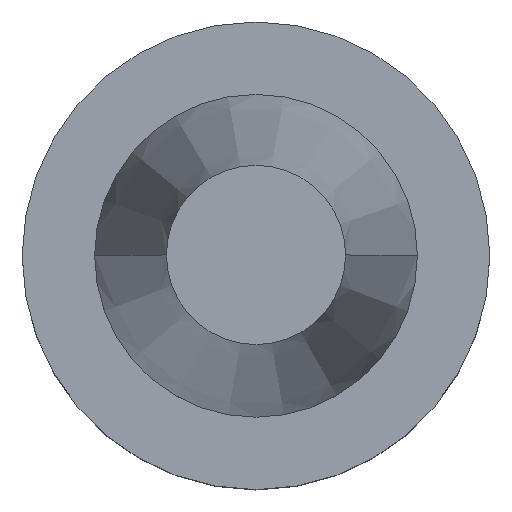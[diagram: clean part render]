
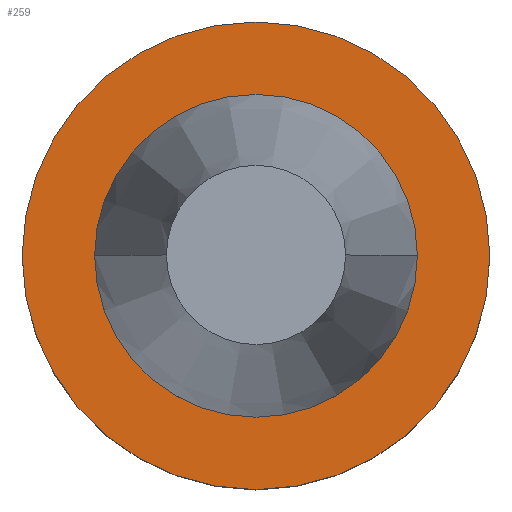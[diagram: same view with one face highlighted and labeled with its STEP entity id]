
A CAD part, top view. The second image highlights one B-rep face of the part: STEP entity #259.
In plain terms, the highlighted planar face has unit normal (0, 0, 1).
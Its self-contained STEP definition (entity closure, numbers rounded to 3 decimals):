
#4 = CIRCLE ( 'NONE', #324, 15.875 ) ;
#11 = DIRECTION ( 'NONE',  ( 0., 0., 1. ) ) ;
#44 = DIRECTION ( 'NONE',  ( 0., 0., 1. ) ) ;
#68 = DIRECTION ( 'NONE',  ( 0., 0., 1. ) ) ;
#120 = EDGE_CURVE ( 'NONE', #605, #263, #4, .T. ) ;
#121 = DIRECTION ( 'NONE',  ( 1., 0., 0. ) ) ;
#134 = DIRECTION ( 'NONE',  ( 0., 0., 1. ) ) ;
#159 = EDGE_CURVE ( 'NONE', #401, #506, #267, .T. ) ;
#183 = CIRCLE ( 'NONE', #669, 23. ) ;
#243 = EDGE_CURVE ( 'NONE', #506, #401, #183, .T. ) ;
#246 = FACE_BOUND ( 'NONE', #541, .T. ) ;
#258 = CIRCLE ( 'NONE', #662, 15.875 ) ;
#259 = ADVANCED_FACE ( 'NONE', ( #246, #478 ), #474, .F. ) ;
#263 = VERTEX_POINT ( 'NONE', #644 ) ;
#267 = CIRCLE ( 'NONE', #338, 23. ) ;
#300 = CARTESIAN_POINT ( 'NONE',  ( 0., 0., -0.5 ) ) ;
#316 = ORIENTED_EDGE ( 'NONE', *, *, #159, .T. ) ;
#324 = AXIS2_PLACEMENT_3D ( 'NONE', #300, #68, #121 ) ;
#325 = EDGE_LOOP ( 'NONE', ( #479, #316 ) ) ;
#338 = AXIS2_PLACEMENT_3D ( 'NONE', #569, #134, #396 ) ;
#347 = ORIENTED_EDGE ( 'NONE', *, *, #120, .F. ) ;
#380 = DIRECTION ( 'NONE',  ( 1., 0., 0. ) ) ;
#396 = DIRECTION ( 'NONE',  ( 1., 0., 0. ) ) ;
#400 = DIRECTION ( 'NONE',  ( 1., 0., 0. ) ) ;
#401 = VERTEX_POINT ( 'NONE', #584 ) ;
#408 = AXIS2_PLACEMENT_3D ( 'NONE', #706, #702, #649 ) ;
#474 = PLANE ( 'NONE',  #408 ) ;
#477 = CARTESIAN_POINT ( 'NONE',  ( 23., 0., -0.5 ) ) ;
#478 = FACE_OUTER_BOUND ( 'NONE', #325, .T. ) ;
#479 = ORIENTED_EDGE ( 'NONE', *, *, #243, .T. ) ;
#488 = ORIENTED_EDGE ( 'NONE', *, *, #516, .F. ) ;
#506 = VERTEX_POINT ( 'NONE', #477 ) ;
#507 = CARTESIAN_POINT ( 'NONE',  ( 0., 0., -0.5 ) ) ;
#516 = EDGE_CURVE ( 'NONE', #263, #605, #258, .T. ) ;
#541 = EDGE_LOOP ( 'NONE', ( #347, #488 ) ) ;
#542 = CARTESIAN_POINT ( 'NONE',  ( 0., 0., -0.5 ) ) ;
#569 = CARTESIAN_POINT ( 'NONE',  ( 0., 0., -0.5 ) ) ;
#584 = CARTESIAN_POINT ( 'NONE',  ( -23., 0., -0.5 ) ) ;
#605 = VERTEX_POINT ( 'NONE', #667 ) ;
#644 = CARTESIAN_POINT ( 'NONE',  ( -15.875, 0., -0.5 ) ) ;
#649 = DIRECTION ( 'NONE',  ( -1., 0., 0. ) ) ;
#662 = AXIS2_PLACEMENT_3D ( 'NONE', #542, #44, #380 ) ;
#667 = CARTESIAN_POINT ( 'NONE',  ( 15.875, 0., -0.5 ) ) ;
#669 = AXIS2_PLACEMENT_3D ( 'NONE', #507, #11, #400 ) ;
#702 = DIRECTION ( 'NONE',  ( 0., 0., -1. ) ) ;
#706 = CARTESIAN_POINT ( 'NONE',  ( 0., 23., -0.5 ) ) ;
